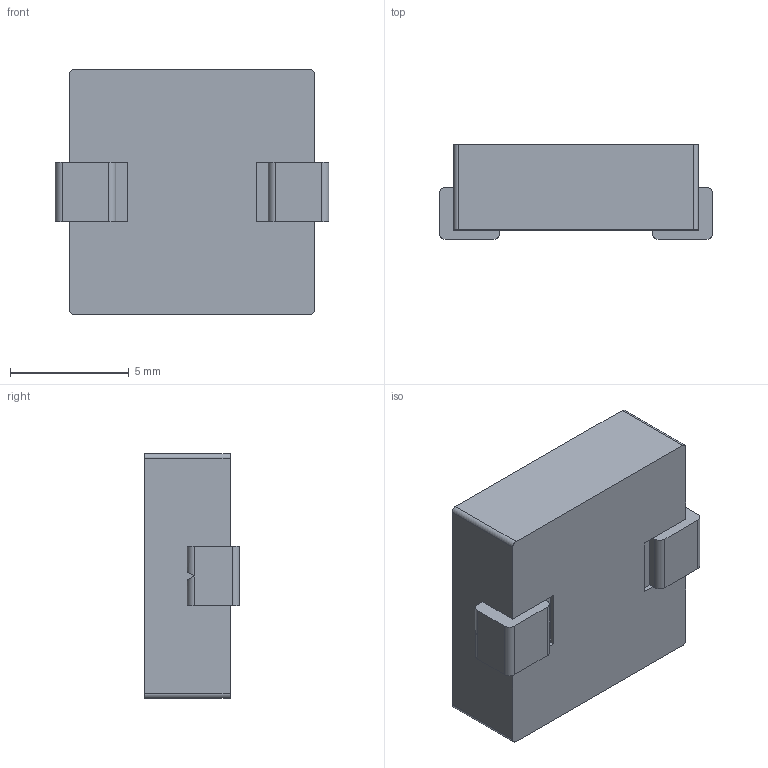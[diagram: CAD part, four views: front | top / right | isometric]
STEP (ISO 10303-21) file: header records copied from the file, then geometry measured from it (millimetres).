
FILE_DESCRIPTION (( 'STEP AP214' ), '1' );
FILE_NAME ('PA4342.332NLT.STEP', '2023-05-05T23:16:35', ( '' ), ( '' ), 'SwSTEP 2.0', 'SolidWorks 2021', '' );
FILE_SCHEMA (( 'AUTOMOTIVE_DESIGN' ));
Length unit declared in the file: millimetre
Products named in the file (1): PA4342.332NLT
Bounding box: 11.5 x 4 x 10.3 mm (x, y, z)
Volume: 391.5 mm3; surface area: 416.7 mm2
Topology: 3 solids, 3 shells, 48 faces, 122 edges, 80 vertices
Faces by surface type: plane 36, cylinder 12
Entity records: 1486 total; most frequent: CARTESIAN_POINT 263, ORIENTED_EDGE 244, DIRECTION 236, EDGE_CURVE 122, VECTOR 98, LINE 98, VERTEX_POINT 80, AXIS2_PLACEMENT_3D 69
